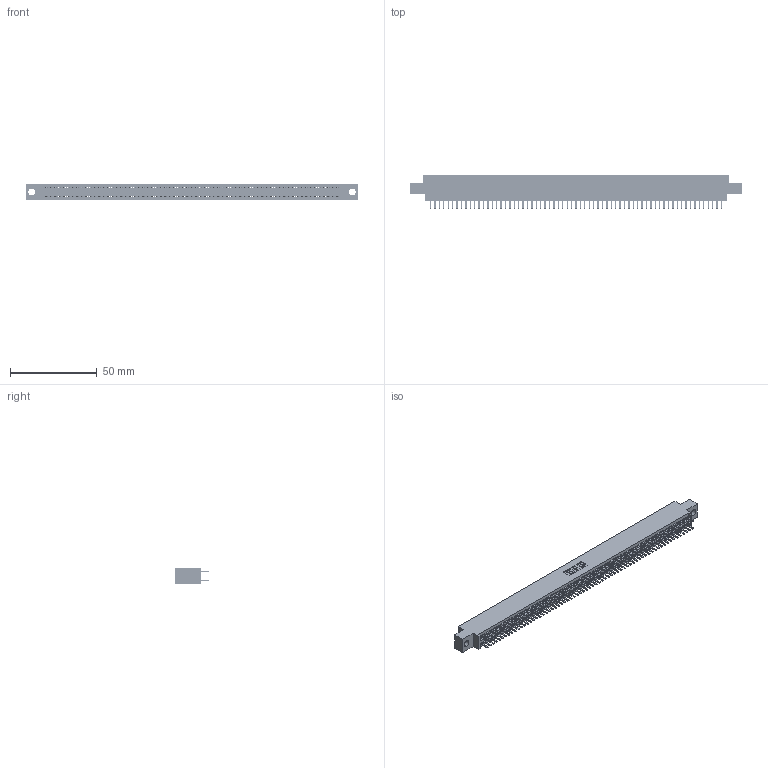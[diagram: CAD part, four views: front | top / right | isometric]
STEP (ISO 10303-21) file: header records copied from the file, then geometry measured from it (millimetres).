
FILE_DESCRIPTION (( 'STEP AP203' ), '1' );
FILE_NAME ('345-134-520-804.STEP', '2021-05-25T22:06:35', ( '' ), ( '' ), 'SwSTEP 2.0', 'SolidWorks 2020', '' );
FILE_SCHEMA (( 'CONFIG_CONTROL_DESIGN' ));
Length unit declared in the file: inch
Products named in the file (3): 345 Part_0.170 Offset - 0.156 Dia-TI; 345-292-001_345-293-120; 345-134-520-804
Assembly tree (135 placements, depth 2):
  345-134-520-804
    345 Part_0.170 Offset - 0.156 Dia-TI
    345-292-001_345-293-120  x134
Bounding box: 191.39 x 19.68 x 9.4 mm (x, y, z)
Volume: 18545.5 mm3; surface area: 27767.4 mm2
Topology: 135 solids, 135 shells, 7380 faces, 21427 edges, 13926 vertices
Faces by surface type: plane 4788, cylinder 2592
Entity records: 49869 total; most frequent: CARTESIAN_POINT 8354, ORIENTED_EDGE 8274, DIRECTION 7321, EDGE_CURVE 4137, VECTOR 3733, LINE 3733, VERTEX_POINT 2754, AXIS2_PLACEMENT_3D 1794
